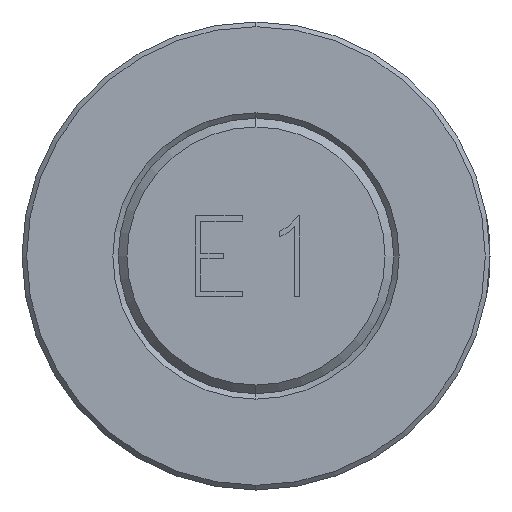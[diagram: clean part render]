
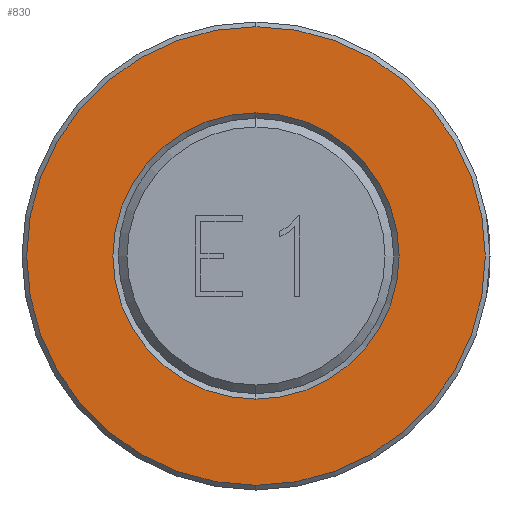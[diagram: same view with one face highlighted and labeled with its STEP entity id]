
A CAD part, left-side view. The second image highlights one B-rep face of the part: STEP entity #830.
In plain terms, the highlighted planar face has unit normal (-1, 0, 0).
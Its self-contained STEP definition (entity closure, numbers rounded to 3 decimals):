
#62=CARTESIAN_POINT('',(30.,0.,-16.66));
#63=VERTEX_POINT('',#62);
#79=CARTESIAN_POINT('',(30.,-0.,16.66));
#80=VERTEX_POINT('',#79);
#87=CARTESIAN_POINT('',(30.,0.,0.));
#88=DIRECTION('',(-1.,0.,0.));
#89=DIRECTION('',(0.,0.,-1.));
#90=AXIS2_PLACEMENT_3D('',#87,#88,#89);
#91=CIRCLE('',#90,16.66);
#92=EDGE_CURVE('',#63,#80,#91,.T.);
#474=CARTESIAN_POINT('',(30.,-0.,-10.4));
#475=VERTEX_POINT('',#474);
#483=CARTESIAN_POINT('',(30.,-0.,10.4));
#484=VERTEX_POINT('',#483);
#491=CARTESIAN_POINT('',(30.,0.,0.));
#492=DIRECTION('',(1.,0.,0.));
#493=DIRECTION('',(0.,0.,-1.));
#494=AXIS2_PLACEMENT_3D('',#491,#492,#493);
#495=CIRCLE('',#494,10.4);
#496=EDGE_CURVE('',#475,#484,#495,.T.);
#617=CARTESIAN_POINT('',(30.,0.,0.));
#618=DIRECTION('',(1.,0.,0.));
#619=DIRECTION('',(0.,0.,-1.));
#620=AXIS2_PLACEMENT_3D('',#617,#618,#619);
#621=CIRCLE('',#620,10.4);
#622=EDGE_CURVE('',#484,#475,#621,.T.);
#805=CARTESIAN_POINT('',(30.,0.,0.));
#806=DIRECTION('',(-1.,0.,0.));
#807=DIRECTION('',(0.,0.,-1.));
#808=AXIS2_PLACEMENT_3D('',#805,#806,#807);
#809=CIRCLE('',#808,16.66);
#810=EDGE_CURVE('',#80,#63,#809,.T.);
#817=CARTESIAN_POINT('',(30.,0.,-8.33));
#818=DIRECTION('',(-1.,0.,0.));
#819=DIRECTION('',(0.,0.,-1.));
#820=AXIS2_PLACEMENT_3D('',#817,#818,#819);
#821=PLANE('',#820);
#822=ORIENTED_EDGE('',*,*,#496,.T.);
#823=ORIENTED_EDGE('',*,*,#622,.T.);
#824=EDGE_LOOP('',(#822,#823));
#825=FACE_BOUND('',#824,.T.);
#826=ORIENTED_EDGE('',*,*,#92,.T.);
#827=ORIENTED_EDGE('',*,*,#810,.T.);
#828=EDGE_LOOP('',(#826,#827));
#829=FACE_BOUND('',#828,.T.);
#830=ADVANCED_FACE('',(#825,#829),#821,.T.);
